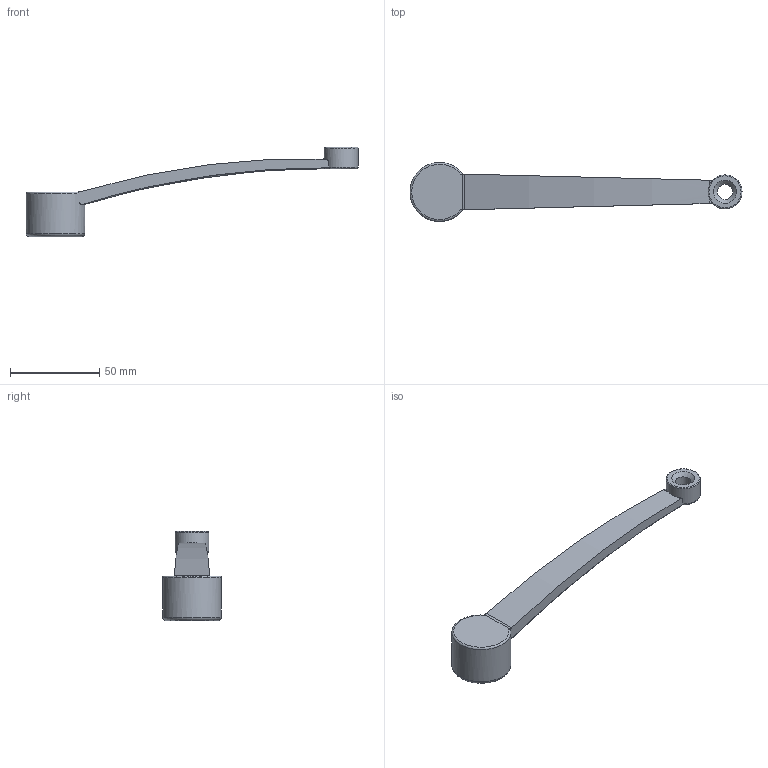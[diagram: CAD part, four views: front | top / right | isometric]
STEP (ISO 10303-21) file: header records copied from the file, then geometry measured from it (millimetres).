
FILE_DESCRIPTION(/* description */ (''),/* implementation_level */ '2;1');
FILE_NAME(/* name */ 'CHS_160_N.dxf',/* time_stamp */ '2012-11-23T15:20:21+08:00',/* author */ (''),/* organization */ (''),/* preprocessor_version */ 'ST-DEVELOPER v9',/* originating_system */ 'UGS - NX 4.0',/* authorisation */ '');
FILE_SCHEMA (('CONFIG_CONTROL_DESIGN'));
Length unit declared in the file: millimetre
Products named in the file (1): AdmiA0B2xj1n
Bounding box: 186 x 33 x 50 mm (x, y, z)
Volume: 39185.2 mm3; surface area: 11734.1 mm2
Topology: 1 solids, 1 shells, 32 faces, 80 edges, 50 vertices
Faces by surface type: cylinder 12, plane 12, torus 4, cone 2, bspline 2
Full cylindrical faces by diameter (mm): 8.6 x1, 19 x1, 33 x1
Entity records: 1168 total; most frequent: CARTESIAN_POINT 366, DIRECTION 145, ORIENTED_EDGE 144, EDGE_CURVE 72, AXIS2_PLACEMENT_3D 59, VERTEX_POINT 49, EDGE_LOOP 41, ADVANCED_FACE 32
